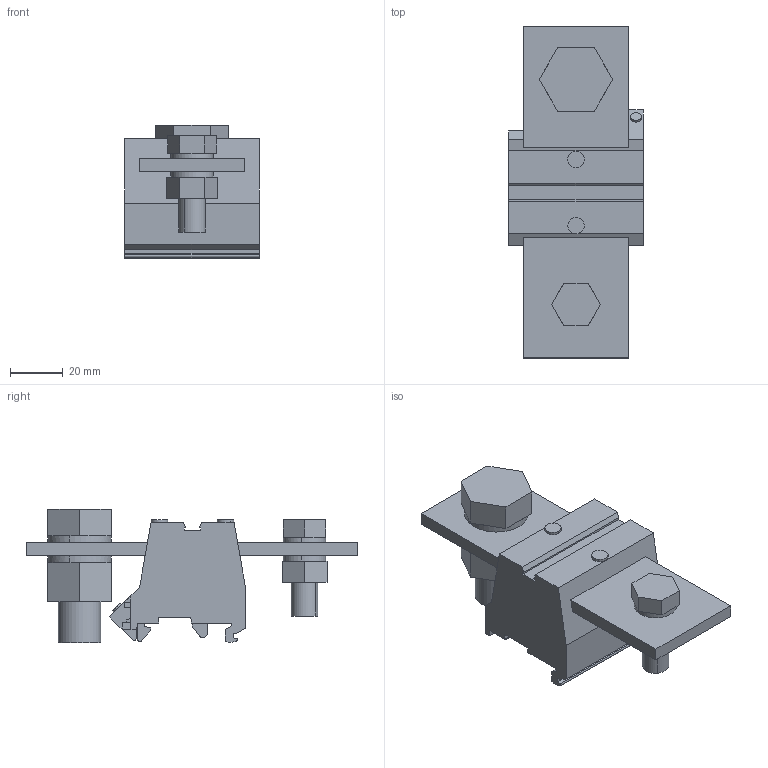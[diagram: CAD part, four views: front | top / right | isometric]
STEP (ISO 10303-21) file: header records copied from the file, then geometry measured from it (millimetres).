
FILE_DESCRIPTION(('Creo Elements/Direct Modeling STEP Export'),'2;1');
FILE_NAME('model.stp','2018-03-17T12:17:08',(''),(''),'Creo Elements/Direct Modeling STEP processor for AP214 (Solid Model)','Creo Elements/Direct Modeling 18.1I 14-Aug-2016 (C) Parametric Technology GmbH','');
FILE_SCHEMA(('AUTOMOTIVE_DESIGN { 1 0 10303 214 1 1 1 1 }'));
Length unit declared in the file: millimetre
Products named in the file (1): UHV_240_AS_16_AS_10-select
Bounding box: 50.8 x 125.4 x 50.5 mm (x, y, z)
Volume: 115952.8 mm3; surface area: 26285.8 mm2
Topology: 1 solids, 1 shells, 144 faces, 363 edges, 236 vertices
Faces by surface type: plane 121, cylinder 23
Entity records: 5002 total; most frequent: ORIENTED_EDGE 726, CARTESIAN_POINT 662, DIRECTION 572, EDGE_CURVE 363, VECTOR 280, LINE 280, VERTEX_POINT 236, EDGE_LOOP 159
